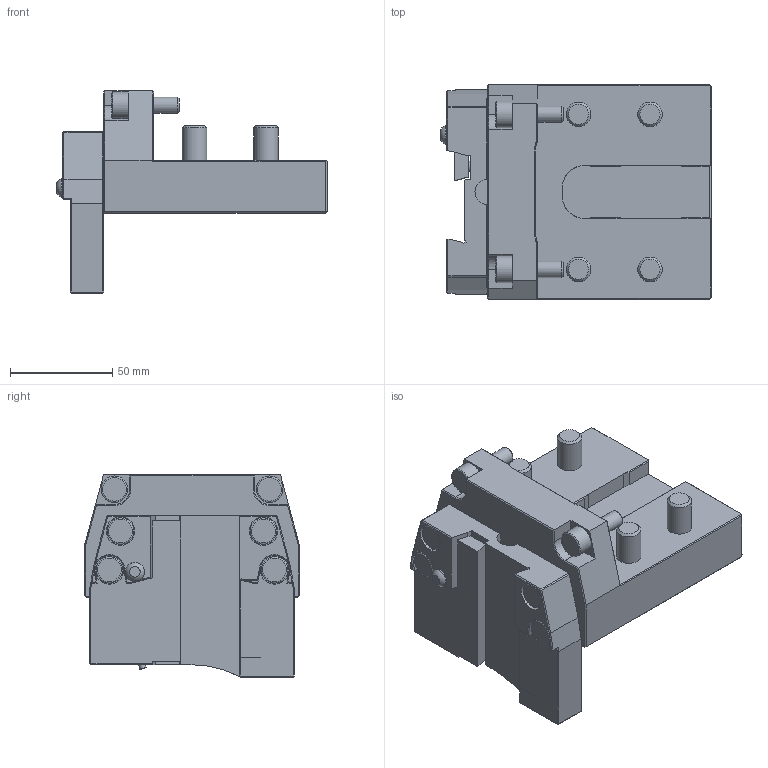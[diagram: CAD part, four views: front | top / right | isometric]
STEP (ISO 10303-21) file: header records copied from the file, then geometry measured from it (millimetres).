
FILE_DESCRIPTION(/* description */ (''),/* implementation_level */ '2;1');
FILE_NAME(/* name */ '1615893019635.stp',/* time_stamp */ '2021-03-16T12:10:26+01:00',/* author */ (''),/* organization */ ('SMS'),/* preprocessor_version */ 'ST-DEVELOPER v16.7',/* originating_system */ 'SIEMENS PLM Software NX 12.0',/* authorisation */ '');
FILE_SCHEMA (('AUTOMOTIVE_DESIGN { 1 0 10303 214 3 1 1 1 }'));
Length unit declared in the file: millimetre
Products named in the file (1): 203421274mod000_00
Bounding box: 132.5 x 105 x 99 mm (x, y, z)
Volume: 438740.9 mm3; surface area: 67031 mm2
Topology: 1 solids, 1 shells, 255 faces, 606 edges, 369 vertices
Faces by surface type: plane 192, cylinder 37, cone 18, torus 7, sphere 1
Full cylindrical faces by diameter (mm): 3.3 x1, 5 x3, 8 x2, 9.3 x1, 12 x4, 13 x6, 14 x4
Entity records: 7024 total; most frequent: CARTESIAN_POINT 1273, DIRECTION 1177, ORIENTED_EDGE 1116, EDGE_CURVE 558, LINE 423, VECTOR 423, AXIS2_PLACEMENT_3D 377, VERTEX_POINT 354
